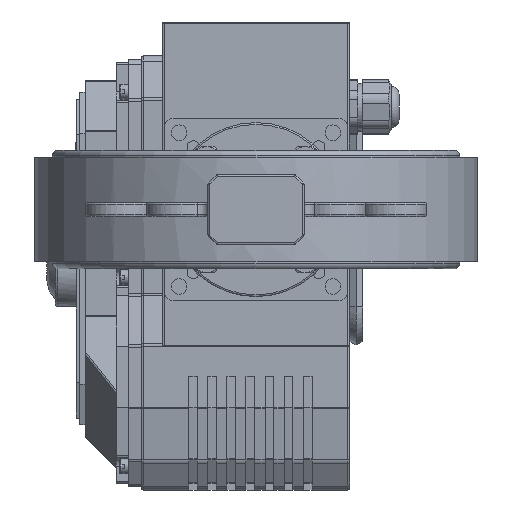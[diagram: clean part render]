
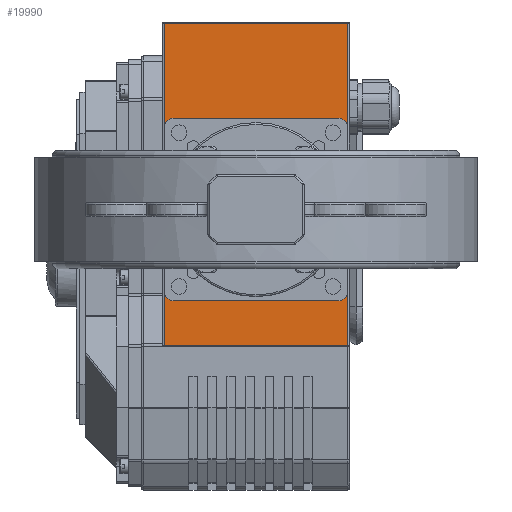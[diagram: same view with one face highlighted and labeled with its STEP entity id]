
A CAD part, front view. The second image highlights one B-rep face of the part: STEP entity #19990.
In plain terms, the highlighted planar face has unit normal (0, -1, 0).
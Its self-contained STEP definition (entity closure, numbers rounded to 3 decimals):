
#417=PLANE('',#21958);
#895=FACE_BOUND('',#2772,.T.);
#1634=FACE_OUTER_BOUND('',#2771,.T.);
#2771=EDGE_LOOP('',(#15597,#15598,#15599,#15600));
#2772=EDGE_LOOP('',(#15601,#15602,#15603,#15604,#15605,#15606,#15607,#15608));
#3892=CIRCLE('',#21894,5.);
#3905=CIRCLE('',#21910,5.);
#3906=CIRCLE('',#21913,5.);
#3907=CIRCLE('',#21916,5.);
#4538=LINE('',#30954,#6271);
#4557=LINE('',#31079,#6290);
#4562=LINE('',#31093,#6295);
#5107=LINE('',#33156,#6840);
#5113=LINE('',#33194,#6846);
#5116=LINE('',#33203,#6849);
#5144=LINE('',#33287,#6877);
#5146=LINE('',#33296,#6879);
#6271=VECTOR('',#24294,10.);
#6290=VECTOR('',#24409,10.);
#6295=VECTOR('',#24424,10.);
#6840=VECTOR('',#26009,10.);
#6846=VECTOR('',#26047,10.);
#6849=VECTOR('',#26056,10.);
#6877=VECTOR('',#26162,10.);
#6879=VECTOR('',#26174,10.);
#8268=VERTEX_POINT('',#30925);
#8276=VERTEX_POINT('',#30945);
#8278=VERTEX_POINT('',#30957);
#8315=VERTEX_POINT('',#31091);
#8950=VERTEX_POINT('',#33146);
#8951=VERTEX_POINT('',#33148);
#8953=VERTEX_POINT('',#33154);
#8968=VERTEX_POINT('',#33188);
#8969=VERTEX_POINT('',#33192);
#8970=VERTEX_POINT('',#33196);
#8971=VERTEX_POINT('',#33198);
#8972=VERTEX_POINT('',#33202);
#10404=EDGE_CURVE('',#8268,#8276,#4538,.T.);
#10456=EDGE_CURVE('',#8276,#8278,#4557,.T.);
#10463=EDGE_CURVE('',#8315,#8268,#4562,.T.);
#11330=EDGE_CURVE('',#8950,#8951,#3892,.F.);
#11334=EDGE_CURVE('',#8950,#8953,#5107,.T.);
#11351=EDGE_CURVE('',#8968,#8953,#3905,.F.);
#11353=EDGE_CURVE('',#8968,#8969,#5113,.T.);
#11355=EDGE_CURVE('',#8970,#8971,#3906,.F.);
#11357=EDGE_CURVE('',#8972,#8971,#5116,.T.);
#11359=EDGE_CURVE('',#8972,#8969,#3907,.F.);
#11401=EDGE_CURVE('',#8970,#8951,#5144,.T.);
#11405=EDGE_CURVE('',#8315,#8278,#5146,.T.);
#15597=ORIENTED_EDGE('',*,*,#10463,.F.);
#15598=ORIENTED_EDGE('',*,*,#11405,.T.);
#15599=ORIENTED_EDGE('',*,*,#10456,.F.);
#15600=ORIENTED_EDGE('',*,*,#10404,.F.);
#15601=ORIENTED_EDGE('',*,*,#11357,.T.);
#15602=ORIENTED_EDGE('',*,*,#11355,.F.);
#15603=ORIENTED_EDGE('',*,*,#11401,.T.);
#15604=ORIENTED_EDGE('',*,*,#11330,.F.);
#15605=ORIENTED_EDGE('',*,*,#11334,.T.);
#15606=ORIENTED_EDGE('',*,*,#11351,.F.);
#15607=ORIENTED_EDGE('',*,*,#11353,.T.);
#15608=ORIENTED_EDGE('',*,*,#11359,.F.);
#19990=ADVANCED_FACE('',(#1634,#895),#417,.T.);
#21894=AXIS2_PLACEMENT_3D('',#33149,#26002,#26003);
#21910=AXIS2_PLACEMENT_3D('',#33190,#26042,#26043);
#21913=AXIS2_PLACEMENT_3D('',#33199,#26051,#26052);
#21916=AXIS2_PLACEMENT_3D('',#33206,#26060,#26061);
#21958=AXIS2_PLACEMENT_3D('',#33295,#26172,#26173);
#24294=DIRECTION('',(-1.,0.,0.));
#24409=DIRECTION('',(0.,0.,1.));
#24424=DIRECTION('',(0.,0.,-1.));
#26002=DIRECTION('center_axis',(0.,1.,0.));
#26003=DIRECTION('ref_axis',(-0.707,0.,0.707));
#26009=DIRECTION('',(1.,0.,0.));
#26042=DIRECTION('center_axis',(0.,1.,0.));
#26043=DIRECTION('ref_axis',(0.707,0.,0.707));
#26047=DIRECTION('',(0.,0.,-1.));
#26051=DIRECTION('center_axis',(0.,1.,0.));
#26052=DIRECTION('ref_axis',(-0.707,0.,-0.707));
#26056=DIRECTION('',(-1.,0.,0.));
#26060=DIRECTION('center_axis',(0.,1.,0.));
#26061=DIRECTION('ref_axis',(0.707,0.,-0.707));
#26162=DIRECTION('',(0.,0.,1.));
#26172=DIRECTION('center_axis',(0.,-1.,0.));
#26173=DIRECTION('ref_axis',(0.,0.,-1.));
#26174=DIRECTION('',(-1.,0.,0.));
#30925=CARTESIAN_POINT('',(106.5,-54.5,-83.5));
#30945=CARTESIAN_POINT('',(1.,-54.5,-83.5));
#30954=CARTESIAN_POINT('',(26.875,-54.5,-83.5));
#30957=CARTESIAN_POINT('',(1.,-54.5,101.256));
#31079=CARTESIAN_POINT('',(1.,-54.5,29.189));
#31091=CARTESIAN_POINT('',(106.5,-54.5,101.256));
#31093=CARTESIAN_POINT('',(106.5,-54.5,29.189));
#33146=CARTESIAN_POINT('',(6.25,-54.5,75.835));
#33148=CARTESIAN_POINT('',(1.25,-54.5,70.835));
#33149=CARTESIAN_POINT('Origin',(6.25,-54.5,70.835));
#33154=CARTESIAN_POINT('',(101.25,-54.5,75.835));
#33156=CARTESIAN_POINT('',(80.,-54.5,75.835));
#33188=CARTESIAN_POINT('',(106.25,-54.5,70.835));
#33190=CARTESIAN_POINT('Origin',(101.25,-54.5,70.835));
#33192=CARTESIAN_POINT('',(106.25,-54.5,-24.165));
#33194=CARTESIAN_POINT('',(106.25,-54.5,-10.393));
#33196=CARTESIAN_POINT('',(1.25,-54.5,-24.165));
#33198=CARTESIAN_POINT('',(6.25,-54.5,-29.165));
#33199=CARTESIAN_POINT('Origin',(6.25,-54.5,-24.165));
#33202=CARTESIAN_POINT('',(101.25,-54.5,-29.165));
#33203=CARTESIAN_POINT('',(27.5,-54.5,-29.165));
#33206=CARTESIAN_POINT('Origin',(101.25,-54.5,-24.165));
#33287=CARTESIAN_POINT('',(1.25,-54.5,42.107));
#33295=CARTESIAN_POINT('Origin',(53.75,-54.5,8.378));
#33296=CARTESIAN_POINT('',(0.,-54.5,101.256));
